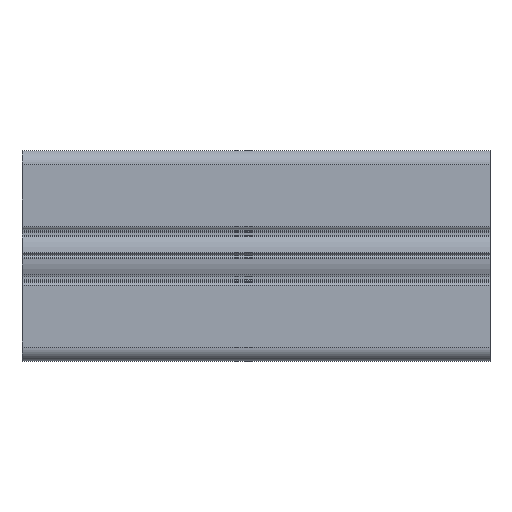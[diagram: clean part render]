
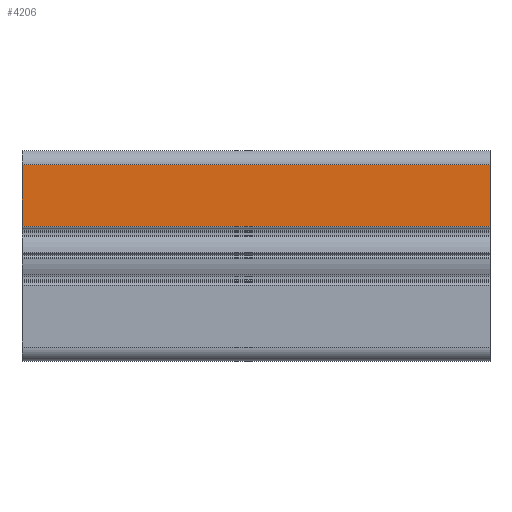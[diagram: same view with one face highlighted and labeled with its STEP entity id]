
A CAD part, top view. The second image highlights one B-rep face of the part: STEP entity #4206.
In plain terms, the highlighted planar face has unit normal (0, 0, 1).
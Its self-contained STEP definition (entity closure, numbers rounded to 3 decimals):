
#58 = VERTEX_POINT ( 'NONE', #5067 ) ;
#515 = DIRECTION ( 'NONE',  ( 0., 0., -1. ) ) ;
#709 = FACE_OUTER_BOUND ( 'NONE', #6374, .T. ) ;
#840 = VERTEX_POINT ( 'NONE', #1200 ) ;
#1200 = CARTESIAN_POINT ( 'NONE',  ( -40.816, 61.198, 22.5 ) ) ;
#1748 = VERTEX_POINT ( 'NONE', #6123 ) ;
#1841 = LINE ( 'NONE', #6322, #5925 ) ;
#1884 = CARTESIAN_POINT ( 'NONE',  ( 59.184, 74.398, 22.5 ) ) ;
#1976 = CARTESIAN_POINT ( 'NONE',  ( 59.184, 61.198, 22.5 ) ) ;
#2170 = ORIENTED_EDGE ( 'NONE', *, *, #2751, .T. ) ;
#2521 = CARTESIAN_POINT ( 'NONE',  ( -40.816, 74.398, 22.5 ) ) ;
#2751 = EDGE_CURVE ( 'NONE', #58, #1748, #6136, .T. ) ;
#2961 = ORIENTED_EDGE ( 'NONE', *, *, #7550, .F. ) ;
#3285 = DIRECTION ( 'NONE',  ( -1., 0., 0. ) ) ;
#3599 = DIRECTION ( 'NONE',  ( -1., 0., 0. ) ) ;
#3643 = ORIENTED_EDGE ( 'NONE', *, *, #7675, .F. ) ;
#3967 = DIRECTION ( 'NONE',  ( 0., -1., 0. ) ) ;
#4206 = ADVANCED_FACE ( 'NONE', ( #709 ), #7528, .F. ) ;
#4263 = AXIS2_PLACEMENT_3D ( 'NONE', #4664, #515, #3285 ) ;
#4311 = ORIENTED_EDGE ( 'NONE', *, *, #5767, .T. ) ;
#4394 = VECTOR ( 'NONE', #3967, 1000. ) ;
#4664 = CARTESIAN_POINT ( 'NONE',  ( 59.184, 74.398, 22.5 ) ) ;
#5067 = CARTESIAN_POINT ( 'NONE',  ( 59.184, 74.398, 22.5 ) ) ;
#5767 = EDGE_CURVE ( 'NONE', #1748, #840, #6282, .T. ) ;
#5925 = VECTOR ( 'NONE', #3599, 1000. ) ;
#6123 = CARTESIAN_POINT ( 'NONE',  ( -40.816, 74.398, 22.5 ) ) ;
#6136 = LINE ( 'NONE', #8930, #6699 ) ;
#6282 = LINE ( 'NONE', #2521, #4394 ) ;
#6322 = CARTESIAN_POINT ( 'NONE',  ( 59.184, 61.198, 22.5 ) ) ;
#6374 = EDGE_LOOP ( 'NONE', ( #4311, #3643, #2961, #2170 ) ) ;
#6699 = VECTOR ( 'NONE', #6783, 1000. ) ;
#6783 = DIRECTION ( 'NONE',  ( -1., 0., 0. ) ) ;
#7000 = DIRECTION ( 'NONE',  ( 0., -1., 0. ) ) ;
#7149 = LINE ( 'NONE', #1884, #7934 ) ;
#7528 = PLANE ( 'NONE',  #4263 ) ;
#7550 = EDGE_CURVE ( 'NONE', #58, #8699, #7149, .T. ) ;
#7675 = EDGE_CURVE ( 'NONE', #8699, #840, #1841, .T. ) ;
#7934 = VECTOR ( 'NONE', #7000, 1000. ) ;
#8699 = VERTEX_POINT ( 'NONE', #1976 ) ;
#8930 = CARTESIAN_POINT ( 'NONE',  ( 59.184, 74.398, 22.5 ) ) ;
